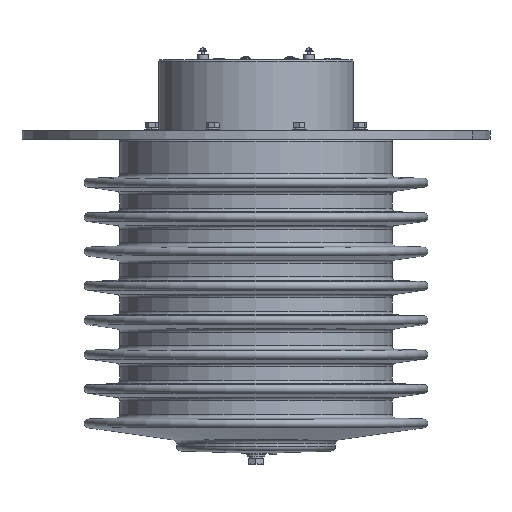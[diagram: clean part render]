
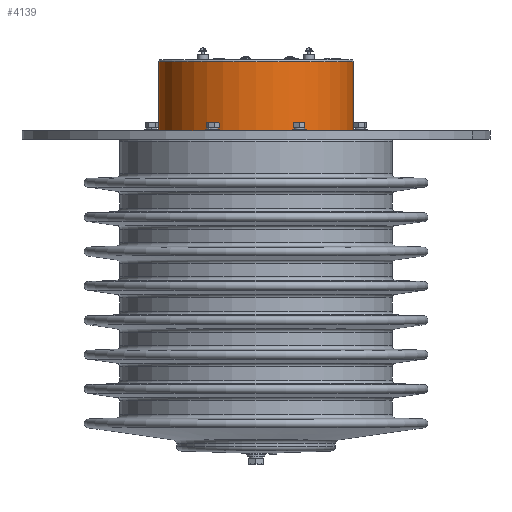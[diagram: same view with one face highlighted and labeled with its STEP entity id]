
A CAD part, front view. The second image highlights one B-rep face of the part: STEP entity #4139.
In plain terms, the highlighted cylindrical face has radius 110 mm (diameter 220 mm), a partial arc.
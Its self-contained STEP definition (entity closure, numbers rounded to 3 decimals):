
#4139 = ADVANCED_FACE ( 'NONE', ( #36413 ), #36423, .T. ) ;
#5566 = EDGE_CURVE ( 'NONE', #32805, #32797, #28743, .T. ) ;
#8731 = CARTESIAN_POINT ( 'NONE',  ( 0., 0., 430.36 ) ) ;
#8739 = DIRECTION ( 'NONE',  ( 0., 0., -1. ) ) ;
#8743 = DIRECTION ( 'NONE',  ( -1., 0., 0. ) ) ;
#14287 = ORIENTED_EDGE ( 'NONE', *, *, #31206, .T. ) ;
#14292 = ORIENTED_EDGE ( 'NONE', *, *, #31608, .F. ) ;
#14298 = ORIENTED_EDGE ( 'NONE', *, *, #5566, .T. ) ;
#14330 = ORIENTED_EDGE ( 'NONE', *, *, #31315, .T. ) ;
#20623 = EDGE_LOOP ( 'NONE', ( #14292, #14298, #14287, #14330 ) ) ;
#25002 = AXIS2_PLACEMENT_3D ( 'NONE', #8731, #8739, #8743 ) ;
#28743 = CIRCLE ( 'NONE', #34892, 110. ) ;
#31206 = EDGE_CURVE ( 'NONE', #32797, #32776, #52400, .T. ) ;
#31315 = EDGE_CURVE ( 'NONE', #32776, #32737, #52794, .T. ) ;
#31608 = EDGE_CURVE ( 'NONE', #32805, #32737, #52764, .T. ) ;
#32737 = VERTEX_POINT ( 'NONE', #54549 ) ;
#32776 = VERTEX_POINT ( 'NONE', #59073 ) ;
#32797 = VERTEX_POINT ( 'NONE', #59052 ) ;
#32805 = VERTEX_POINT ( 'NONE', #58998 ) ;
#34892 = AXIS2_PLACEMENT_3D ( 'NONE', #37107, #37087, #37091 ) ;
#36413 = FACE_OUTER_BOUND ( 'NONE', #20623, .T. ) ;
#36423 = CYLINDRICAL_SURFACE ( 'NONE', #25002, 110. ) ;
#37087 = DIRECTION ( 'NONE',  ( 0., 0., -1. ) ) ;
#37091 = DIRECTION ( 'NONE',  ( 1., 0., 0. ) ) ;
#37107 = CARTESIAN_POINT ( 'NONE',  ( 0., 0., 428.36 ) ) ;
#48152 = AXIS2_PLACEMENT_3D ( 'NONE', #49743, #49754, #49792 ) ;
#49743 = CARTESIAN_POINT ( 'NONE',  ( 0., 0., 342.36 ) ) ;
#49754 = DIRECTION ( 'NONE',  ( 0., 0., 1. ) ) ;
#49792 = DIRECTION ( 'NONE',  ( 1., 0., 0. ) ) ;
#51244 = CARTESIAN_POINT ( 'NONE',  ( 110., 0., 430.36 ) ) ;
#51344 = DIRECTION ( 'NONE',  ( 0., 0., -1. ) ) ;
#52381 = VECTOR ( 'NONE', #54820, 1000. ) ;
#52400 = LINE ( 'NONE', #54826, #52381 ) ;
#52764 = LINE ( 'NONE', #51244, #52775 ) ;
#52775 = VECTOR ( 'NONE', #51344, 1000. ) ;
#52794 = CIRCLE ( 'NONE', #48152, 110. ) ;
#54549 = CARTESIAN_POINT ( 'NONE',  ( 110., 0., 342.36 ) ) ;
#54820 = DIRECTION ( 'NONE',  ( 0., 0., -1. ) ) ;
#54826 = CARTESIAN_POINT ( 'NONE',  ( -110., 0., 430.36 ) ) ;
#58998 = CARTESIAN_POINT ( 'NONE',  ( 110., 0., 428.36 ) ) ;
#59052 = CARTESIAN_POINT ( 'NONE',  ( -110., 0., 428.36 ) ) ;
#59073 = CARTESIAN_POINT ( 'NONE',  ( -110., 0., 342.36 ) ) ;
